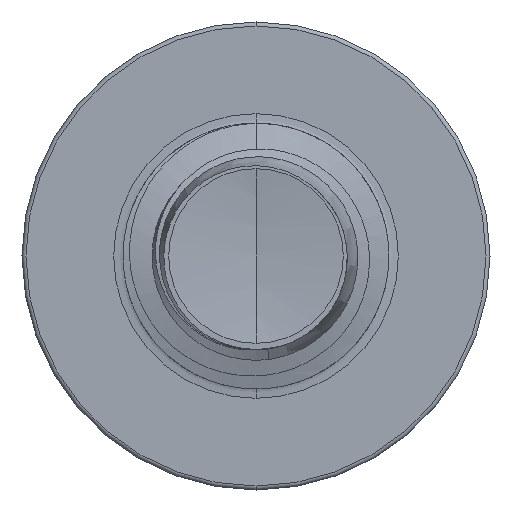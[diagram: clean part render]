
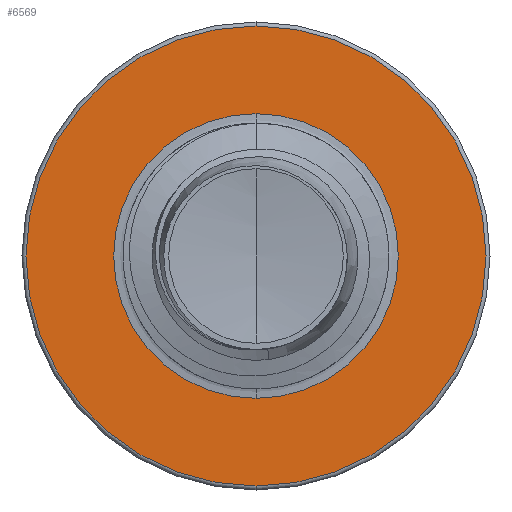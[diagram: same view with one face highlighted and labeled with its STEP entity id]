
A CAD part, front view. The second image highlights one B-rep face of the part: STEP entity #6569.
In plain terms, the highlighted planar face has unit normal (0, -1, 0).
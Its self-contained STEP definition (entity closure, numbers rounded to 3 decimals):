
#233 = DIRECTION ( 'NONE',  ( 0., 1., 0. ) ) ;
#378 = CIRCLE ( 'NONE', #1844, 4.325 ) ;
#772 = DIRECTION ( 'NONE',  ( 0., 1., 0. ) ) ;
#806 = VERTEX_POINT ( 'NONE', #6162 ) ;
#867 = DIRECTION ( 'NONE',  ( 0., 0., 1. ) ) ;
#1008 = DIRECTION ( 'NONE',  ( 0., 1., 0. ) ) ;
#1114 = CARTESIAN_POINT ( 'NONE',  ( 0., 8.5, 0. ) ) ;
#1118 = PLANE ( 'NONE',  #7939 ) ;
#1206 = ORIENTED_EDGE ( 'NONE', *, *, #2197, .T. ) ;
#1311 = FACE_BOUND ( 'NONE', #7056, .T. ) ;
#1473 = FACE_OUTER_BOUND ( 'NONE', #11020, .T. ) ;
#1618 = DIRECTION ( 'NONE',  ( 0., 0., 1. ) ) ;
#1844 = AXIS2_PLACEMENT_3D ( 'NONE', #9331, #772, #4623 ) ;
#2197 = EDGE_CURVE ( 'NONE', #11958, #11391, #15444, .T. ) ;
#2351 = CIRCLE ( 'NONE', #8312, 4.325 ) ;
#2358 = EDGE_CURVE ( 'NONE', #806, #15162, #378, .T. ) ;
#3986 = EDGE_CURVE ( 'NONE', #11391, #11958, #6147, .T. ) ;
#4513 = DIRECTION ( 'NONE',  ( 0., 1., 0. ) ) ;
#4623 = DIRECTION ( 'NONE',  ( 0., 0., 1. ) ) ;
#6048 = EDGE_CURVE ( 'NONE', #15162, #806, #2351, .T. ) ;
#6147 = CIRCLE ( 'NONE', #14158, 2.677 ) ;
#6162 = CARTESIAN_POINT ( 'NONE',  ( 0., 8.5, -4.325 ) ) ;
#6569 = ADVANCED_FACE ( 'NONE', ( #1473, #1311 ), #1118, .F. ) ;
#7056 = EDGE_LOOP ( 'NONE', ( #1206, #13233 ) ) ;
#7939 = AXIS2_PLACEMENT_3D ( 'NONE', #15405, #233, #9550 ) ;
#8208 = ORIENTED_EDGE ( 'NONE', *, *, #6048, .F. ) ;
#8312 = AXIS2_PLACEMENT_3D ( 'NONE', #16455, #8871, #867 ) ;
#8356 = CARTESIAN_POINT ( 'NONE',  ( 0., 8.5, -2.677 ) ) ;
#8871 = DIRECTION ( 'NONE',  ( 0., 1., 0. ) ) ;
#9192 = ORIENTED_EDGE ( 'NONE', *, *, #2358, .F. ) ;
#9331 = CARTESIAN_POINT ( 'NONE',  ( 0., 8.5, 0. ) ) ;
#9550 = DIRECTION ( 'NONE',  ( 0., 0., 1. ) ) ;
#11020 = EDGE_LOOP ( 'NONE', ( #8208, #9192 ) ) ;
#11335 = CARTESIAN_POINT ( 'NONE',  ( 0., 8.5, 4.325 ) ) ;
#11391 = VERTEX_POINT ( 'NONE', #8356 ) ;
#11958 = VERTEX_POINT ( 'NONE', #12296 ) ;
#12201 = CARTESIAN_POINT ( 'NONE',  ( 0., 8.5, 0. ) ) ;
#12296 = CARTESIAN_POINT ( 'NONE',  ( 0., 8.5, 2.677 ) ) ;
#13233 = ORIENTED_EDGE ( 'NONE', *, *, #3986, .T. ) ;
#13475 = DIRECTION ( 'NONE',  ( 0., 0., 1. ) ) ;
#14158 = AXIS2_PLACEMENT_3D ( 'NONE', #12201, #4513, #13475 ) ;
#15162 = VERTEX_POINT ( 'NONE', #11335 ) ;
#15405 = CARTESIAN_POINT ( 'NONE',  ( 0., 8.5, -2.677 ) ) ;
#15444 = CIRCLE ( 'NONE', #16073, 2.677 ) ;
#16073 = AXIS2_PLACEMENT_3D ( 'NONE', #1114, #1008, #1618 ) ;
#16455 = CARTESIAN_POINT ( 'NONE',  ( 0., 8.5, 0. ) ) ;
